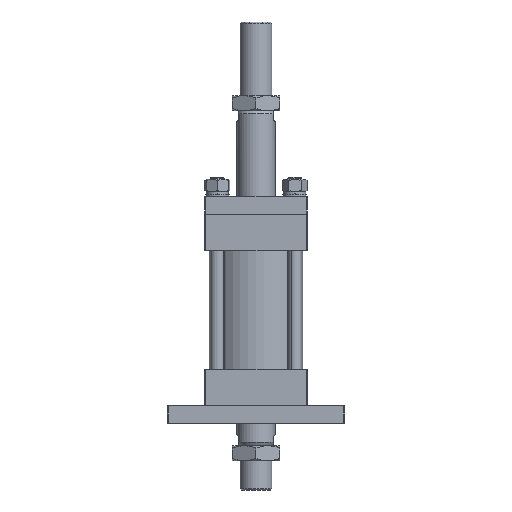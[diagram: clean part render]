
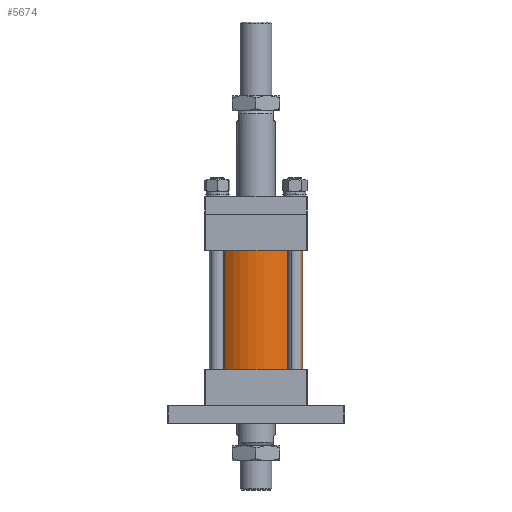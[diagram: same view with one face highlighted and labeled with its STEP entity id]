
A CAD part, front view. The second image highlights one B-rep face of the part: STEP entity #5674.
In plain terms, the highlighted cylindrical face has radius 73.5 mm (diameter 147 mm), a partial arc.
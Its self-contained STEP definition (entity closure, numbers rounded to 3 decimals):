
#237 = ORIENTED_EDGE ( 'NONE', *, *, #3692, .F. ) ;
#247 = ORIENTED_EDGE ( 'NONE', *, *, #3688, .F. ) ;
#453 = ORIENTED_EDGE ( 'NONE', *, *, #3690, .T. ) ;
#454 = ORIENTED_EDGE ( 'NONE', *, *, #3694, .T. ) ;
#1072 = AXIS2_PLACEMENT_3D ( 'NONE', #6134, #6135, #6137 ) ;
#2153 = VERTEX_POINT ( 'NONE', #2768 ) ;
#2215 = VERTEX_POINT ( 'NONE', #2829 ) ;
#2456 = FACE_OUTER_BOUND ( 'NONE', #7131, .T. ) ;
#2501 = CYLINDRICAL_SURFACE ( 'NONE', #8115, 73.5 ) ;
#2768 = CARTESIAN_POINT ( 'NONE',  ( 73.5, 0., 94. ) ) ;
#2829 = CARTESIAN_POINT ( 'NONE',  ( -73.5, 0., -94. ) ) ;
#3335 = CARTESIAN_POINT ( 'NONE',  ( -73.5, 0., 94. ) ) ;
#3346 = CARTESIAN_POINT ( 'NONE',  ( 73.5, 0., -94. ) ) ;
#3688 = EDGE_CURVE ( 'NONE', #2153, #7233, #7663, .T. ) ;
#3690 = EDGE_CURVE ( 'NONE', #7005, #2215, #7660, .T. ) ;
#3692 = EDGE_CURVE ( 'NONE', #7005, #2153, #7659, .T. ) ;
#3694 = EDGE_CURVE ( 'NONE', #2215, #7233, #7732, .T. ) ;
#5211 = DIRECTION ( 'NONE',  ( -1., 0., 0. ) ) ;
#5217 = DIRECTION ( 'NONE',  ( 0., 0., -1. ) ) ;
#5218 = CARTESIAN_POINT ( 'NONE',  ( 0., 0., 94. ) ) ;
#5674 = ADVANCED_FACE ( 'NONE', ( #2456 ), #2501, .T. ) ;
#6076 = CARTESIAN_POINT ( 'NONE',  ( 73.5, 0., 94. ) ) ;
#6103 = DIRECTION ( 'NONE',  ( 0., 0., -1. ) ) ;
#6113 = DIRECTION ( 'NONE',  ( 0., 0., -1. ) ) ;
#6121 = CARTESIAN_POINT ( 'NONE',  ( -73.5, 0., 94. ) ) ;
#6134 = CARTESIAN_POINT ( 'NONE',  ( 0., 0., 94. ) ) ;
#6135 = DIRECTION ( 'NONE',  ( 0., 0., 1. ) ) ;
#6137 = DIRECTION ( 'NONE',  ( 1., 0., 0. ) ) ;
#6144 = CARTESIAN_POINT ( 'NONE',  ( 0., 0., -94. ) ) ;
#6146 = DIRECTION ( 'NONE',  ( 0., 0., 1. ) ) ;
#6147 = DIRECTION ( 'NONE',  ( 1., 0., 0. ) ) ;
#7005 = VERTEX_POINT ( 'NONE', #3335 ) ;
#7131 = EDGE_LOOP ( 'NONE', ( #247, #237, #453, #454 ) ) ;
#7233 = VERTEX_POINT ( 'NONE', #3346 ) ;
#7658 = VECTOR ( 'NONE', #6113, 1000. ) ;
#7659 = CIRCLE ( 'NONE', #1072, 73.5 ) ;
#7660 = LINE ( 'NONE', #6121, #7658 ) ;
#7661 = VECTOR ( 'NONE', #6103, 1000. ) ;
#7663 = LINE ( 'NONE', #6076, #7661 ) ;
#7732 = CIRCLE ( 'NONE', #8242, 73.5 ) ;
#8115 = AXIS2_PLACEMENT_3D ( 'NONE', #5218, #5217, #5211 ) ;
#8242 = AXIS2_PLACEMENT_3D ( 'NONE', #6144, #6146, #6147 ) ;
